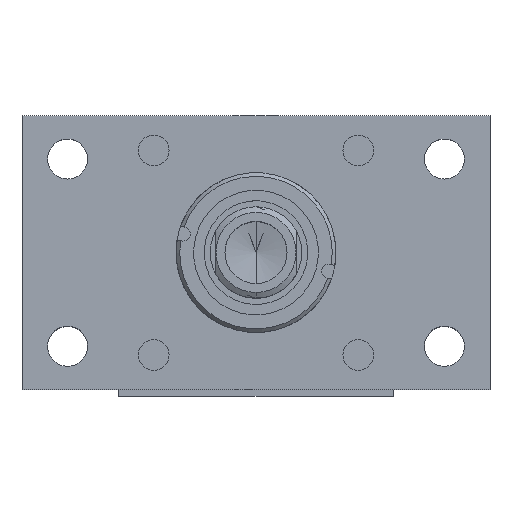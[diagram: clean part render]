
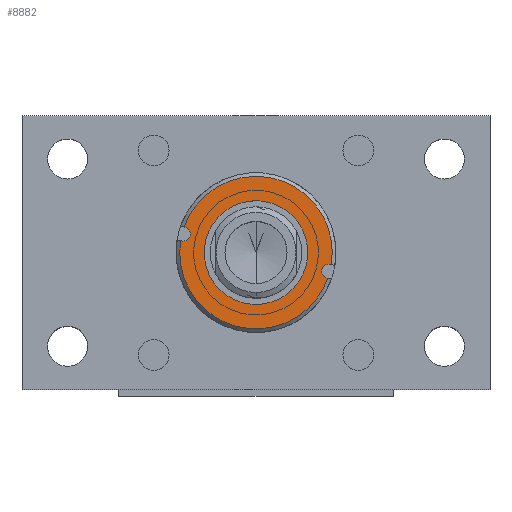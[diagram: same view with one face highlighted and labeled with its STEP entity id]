
A CAD part, top view. The second image highlights one B-rep face of the part: STEP entity #8882.
In plain terms, the highlighted planar face has unit normal (0, 0, 1).
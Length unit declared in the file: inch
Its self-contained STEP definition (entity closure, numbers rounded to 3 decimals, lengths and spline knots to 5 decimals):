
#303 = CARTESIAN_POINT ( 'NONE',  ( 19.33958, 31.20342, -2.69734 ) ) ;
#334 = FACE_BOUND ( 'NONE', #5303, .T. ) ;
#584 = CARTESIAN_POINT ( 'NONE',  ( 19.49558, 31.46727, -2.69734 ) ) ;
#658 = EDGE_CURVE ( 'NONE', #4913, #897, #1088, .T. ) ;
#861 = AXIS2_PLACEMENT_3D ( 'NONE', #8427, #2860, #4909 ) ;
#897 = VERTEX_POINT ( 'NONE', #7703 ) ;
#966 = DIRECTION ( 'NONE',  ( 0., 0., 1. ) ) ;
#1062 = CARTESIAN_POINT ( 'NONE',  ( 19.98508, 30.63592, -2.69734 ) ) ;
#1072 = ORIENTED_EDGE ( 'NONE', *, *, #1340, .T. ) ;
#1088 = CIRCLE ( 'NONE', #861, 0.835 ) ;
#1110 = VERTEX_POINT ( 'NONE', #3873 ) ;
#1114 = ORIENTED_EDGE ( 'NONE', *, *, #1312, .F. ) ;
#1128 = AXIS2_PLACEMENT_3D ( 'NONE', #3891, #6006, #4534 ) ;
#1308 = VECTOR ( 'NONE', #6111, 39.37008 ) ;
#1312 = EDGE_CURVE ( 'NONE', #3157, #8093, #3793, .T. ) ;
#1340 = EDGE_CURVE ( 'NONE', #8710, #5857, #3893, .T. ) ;
#1524 = EDGE_CURVE ( 'NONE', #3157, #8710, #5490, .T. ) ;
#1587 = VERTEX_POINT ( 'NONE', #2998 ) ;
#1627 = EDGE_CURVE ( 'NONE', #1110, #1587, #7005, .T. ) ;
#1964 = VECTOR ( 'NONE', #8827, 39.37008 ) ;
#2264 = EDGE_CURVE ( 'NONE', #5857, #1587, #7118, .T. ) ;
#2287 = DIRECTION ( 'NONE',  ( 1., 0., 0. ) ) ;
#2314 = DIRECTION ( 'NONE',  ( 0., 0., 1. ) ) ;
#2383 = DIRECTION ( 'NONE',  ( 0., 0., -1. ) ) ;
#2591 = VECTOR ( 'NONE', #7174, 39.37008 ) ;
#2738 = CARTESIAN_POINT ( 'NONE',  ( 19.49558, 31.45966, -2.69734 ) ) ;
#2791 = AXIS2_PLACEMENT_3D ( 'NONE', #4015, #7395, #4626 ) ;
#2860 = DIRECTION ( 'NONE',  ( 0., 0., 1. ) ) ;
#2943 = DIRECTION ( 'NONE',  ( -1., 0., 0. ) ) ;
#2998 = CARTESIAN_POINT ( 'NONE',  ( 19.33958, 31.45966, -2.69734 ) ) ;
#3072 = CARTESIAN_POINT ( 'NONE',  ( 19.41758, 30.63592, -2.69734 ) ) ;
#3119 = DIRECTION ( 'NONE',  ( 0., -1., 0. ) ) ;
#3157 = VERTEX_POINT ( 'NONE', #6137 ) ;
#3211 = ORIENTED_EDGE ( 'NONE', *, *, #5615, .F. ) ;
#3251 = LINE ( 'NONE', #5100, #2591 ) ;
#3373 = FACE_OUTER_BOUND ( 'NONE', #8047, .T. ) ;
#3442 = EDGE_CURVE ( 'NONE', #897, #6401, #3251, .T. ) ;
#3755 = DIRECTION ( 'NONE',  ( 1., 0., 0. ) ) ;
#3778 = CARTESIAN_POINT ( 'NONE',  ( 19.41758, 31.45966, -2.69734 ) ) ;
#3793 = LINE ( 'NONE', #5363, #1308 ) ;
#3873 = CARTESIAN_POINT ( 'NONE',  ( 19.33958, 31.46727, -2.69734 ) ) ;
#3891 = CARTESIAN_POINT ( 'NONE',  ( 19.41758, 30.63592, -2.69734 ) ) ;
#3893 = LINE ( 'NONE', #8230, #1964 ) ;
#4015 = CARTESIAN_POINT ( 'NONE',  ( 19.41758, 29.81218, -2.69734 ) ) ;
#4020 = CIRCLE ( 'NONE', #2791, 0.078 ) ;
#4101 = AXIS2_PLACEMENT_3D ( 'NONE', #8647, #966, #3755 ) ;
#4231 = ORIENTED_EDGE ( 'NONE', *, *, #8256, .T. ) ;
#4534 = DIRECTION ( 'NONE',  ( 1., 0., 0. ) ) ;
#4572 = CARTESIAN_POINT ( 'NONE',  ( 19.33958, 29.81218, -2.69734 ) ) ;
#4588 = DIRECTION ( 'NONE',  ( 1., 0., 0. ) ) ;
#4626 = DIRECTION ( 'NONE',  ( -1., 0., 0. ) ) ;
#4909 = DIRECTION ( 'NONE',  ( 1., 0., 0. ) ) ;
#4913 = VERTEX_POINT ( 'NONE', #8222 ) ;
#5100 = CARTESIAN_POINT ( 'NONE',  ( 19.33958, 31.20342, -2.69734 ) ) ;
#5160 = VECTOR ( 'NONE', #3119, 39.37008 ) ;
#5303 = EDGE_LOOP ( 'NONE', ( #8379, #3211 ) ) ;
#5363 = CARTESIAN_POINT ( 'NONE',  ( 19.49558, 31.20342, -2.69734 ) ) ;
#5410 = AXIS2_PLACEMENT_3D ( 'NONE', #3778, #2383, #7965 ) ;
#5490 = CIRCLE ( 'NONE', #4101, 0.835 ) ;
#5581 = CARTESIAN_POINT ( 'NONE',  ( 19.49558, 29.81218, -2.69734 ) ) ;
#5615 = EDGE_CURVE ( 'NONE', #8662, #8622, #8547, .T. ) ;
#5785 = CARTESIAN_POINT ( 'NONE',  ( 18.85008, 30.63592, -2.69734 ) ) ;
#5857 = VERTEX_POINT ( 'NONE', #2738 ) ;
#6006 = DIRECTION ( 'NONE',  ( 0., 0., 1. ) ) ;
#6007 = DIRECTION ( 'NONE',  ( 0., 0., 1. ) ) ;
#6021 = ORIENTED_EDGE ( 'NONE', *, *, #3442, .T. ) ;
#6111 = DIRECTION ( 'NONE',  ( 0., 1., 0. ) ) ;
#6137 = CARTESIAN_POINT ( 'NONE',  ( 19.49558, 29.80457, -2.69734 ) ) ;
#6401 = VERTEX_POINT ( 'NONE', #4572 ) ;
#6772 = ORIENTED_EDGE ( 'NONE', *, *, #1627, .F. ) ;
#6813 = ORIENTED_EDGE ( 'NONE', *, *, #658, .T. ) ;
#6930 = EDGE_CURVE ( 'NONE', #8622, #8662, #8368, .T. ) ;
#7005 = LINE ( 'NONE', #303, #5160 ) ;
#7064 = PLANE ( 'NONE',  #7525 ) ;
#7118 = CIRCLE ( 'NONE', #5410, 0.078 ) ;
#7119 = CARTESIAN_POINT ( 'NONE',  ( 19.41758, 31.20342, -2.69734 ) ) ;
#7174 = DIRECTION ( 'NONE',  ( 0., 1., 0. ) ) ;
#7256 = EDGE_CURVE ( 'NONE', #1110, #4913, #7262, .T. ) ;
#7262 = CIRCLE ( 'NONE', #8105, 0.835 ) ;
#7395 = DIRECTION ( 'NONE',  ( 0., 0., -1. ) ) ;
#7525 = AXIS2_PLACEMENT_3D ( 'NONE', #7119, #7772, #2943 ) ;
#7703 = CARTESIAN_POINT ( 'NONE',  ( 19.33958, 29.80457, -2.69734 ) ) ;
#7772 = DIRECTION ( 'NONE',  ( 0., 0., -1. ) ) ;
#7965 = DIRECTION ( 'NONE',  ( -1., 0., 0. ) ) ;
#7984 = AXIS2_PLACEMENT_3D ( 'NONE', #8763, #6007, #4588 ) ;
#8047 = EDGE_LOOP ( 'NONE', ( #1114, #8255, #1072, #8619, #6772, #8935, #6813, #6021, #4231 ) ) ;
#8093 = VERTEX_POINT ( 'NONE', #5581 ) ;
#8105 = AXIS2_PLACEMENT_3D ( 'NONE', #3072, #2314, #2287 ) ;
#8222 = CARTESIAN_POINT ( 'NONE',  ( 18.58258, 30.63592, -2.69734 ) ) ;
#8230 = CARTESIAN_POINT ( 'NONE',  ( 19.49558, 31.20342, -2.69734 ) ) ;
#8255 = ORIENTED_EDGE ( 'NONE', *, *, #1524, .T. ) ;
#8256 = EDGE_CURVE ( 'NONE', #6401, #8093, #4020, .T. ) ;
#8368 = CIRCLE ( 'NONE', #7984, 0.5675 ) ;
#8379 = ORIENTED_EDGE ( 'NONE', *, *, #6930, .F. ) ;
#8427 = CARTESIAN_POINT ( 'NONE',  ( 19.41758, 30.63592, -2.69734 ) ) ;
#8547 = CIRCLE ( 'NONE', #1128, 0.5675 ) ;
#8619 = ORIENTED_EDGE ( 'NONE', *, *, #2264, .T. ) ;
#8622 = VERTEX_POINT ( 'NONE', #1062 ) ;
#8647 = CARTESIAN_POINT ( 'NONE',  ( 19.41758, 30.63592, -2.69734 ) ) ;
#8662 = VERTEX_POINT ( 'NONE', #5785 ) ;
#8710 = VERTEX_POINT ( 'NONE', #584 ) ;
#8763 = CARTESIAN_POINT ( 'NONE',  ( 19.41758, 30.63592, -2.69734 ) ) ;
#8827 = DIRECTION ( 'NONE',  ( 0., -1., 0. ) ) ;
#8882 = ADVANCED_FACE ( 'NONE', ( #334, #3373 ), #7064, .F. ) ;
#8935 = ORIENTED_EDGE ( 'NONE', *, *, #7256, .T. ) ;
